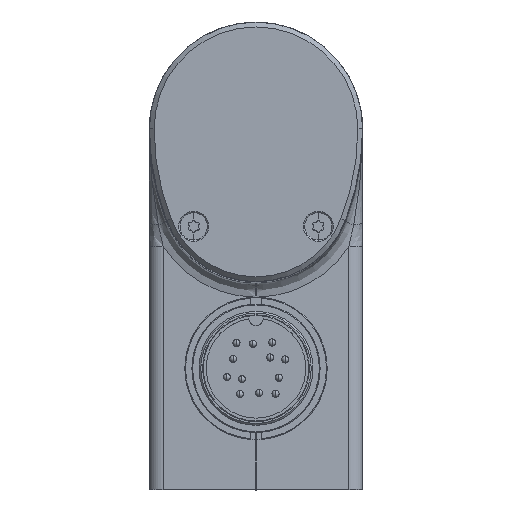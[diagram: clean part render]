
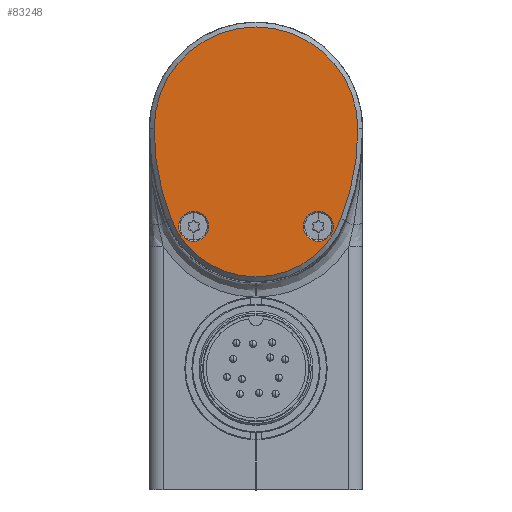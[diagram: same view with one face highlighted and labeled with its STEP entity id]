
A CAD part, top view. The second image highlights one B-rep face of the part: STEP entity #83248.
In plain terms, the highlighted planar face has unit normal (0, 0, 1).
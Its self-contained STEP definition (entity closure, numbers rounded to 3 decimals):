
#81731=CARTESIAN_POINT('',(0.,20.583,0.));
#81732=DIRECTION('',(0.,0.,1.));
#81733=DIRECTION('',(-0.362,-0.932,0.));
#81734=AXIS2_PLACEMENT_3D('',#81731,#81732,#81733);
#81739=CARTESIAN_POINT('',(-8.,0.,0.));
#81740=DIRECTION('',(0.,0.,1.));
#81741=DIRECTION('',(-0.362,0.932,0.));
#81742=AXIS2_PLACEMENT_3D('',#81739,#81740,#81741);
#81747=CARTESIAN_POINT('',(0.,-20.583,0.));
#81748=DIRECTION('',(0.,0.,1.));
#81749=DIRECTION('',(0.,1.,0.));
#81750=AXIS2_PLACEMENT_3D('',#81747,#81748,#81749);
#81755=CARTESIAN_POINT('',(0.,0.,0.));
#81756=DIRECTION('',(0.,0.,1.));
#81757=DIRECTION('',(0.,-1.,0.));
#81758=AXIS2_PLACEMENT_3D('',#81755,#81756,#81757);
#81763=CARTESIAN_POINT('',(-13.7,-8.75,0.));
#81764=DIRECTION('',(0.,0.,-1.));
#81765=DIRECTION('',(1.,0.,0.));
#81766=AXIS2_PLACEMENT_3D('',#81763,#81764,#81765);
#81771=CARTESIAN_POINT('',(-13.7,-8.75,0.));
#81772=DIRECTION('',(0.,0.,-1.));
#81773=DIRECTION('',(-1.,0.,0.));
#81774=AXIS2_PLACEMENT_3D('',#81771,#81772,#81773);
#81779=CARTESIAN_POINT('',(-13.7,8.75,0.));
#81780=DIRECTION('',(0.,0.,1.));
#81781=DIRECTION('',(1.,0.,0.));
#81782=AXIS2_PLACEMENT_3D('',#81779,#81780,#81781);
#81787=CARTESIAN_POINT('',(-13.7,8.75,0.));
#81788=DIRECTION('',(0.,0.,1.));
#81789=DIRECTION('',(-1.,0.,0.));
#81790=AXIS2_PLACEMENT_3D('',#81787,#81788,#81789);
#83057=CARTESIAN_POINT('',(-12.637,-11.931,0.));
#83058=CARTESIAN_POINT('',(0.,-14.3,0.));
#83059=VERTEX_POINT('',#83057);
#83060=VERTEX_POINT('',#83058);
#83061=CARTESIAN_POINT('',(0.,14.3,0.));
#83062=VERTEX_POINT('',#83061);
#83063=CARTESIAN_POINT('',(-12.637,11.931,0.));
#83064=VERTEX_POINT('',#83063);
#83181=CARTESIAN_POINT('',(-11.6,-8.75,0.));
#83182=CARTESIAN_POINT('',(-15.8,-8.75,0.));
#83183=VERTEX_POINT('',#83181);
#83184=VERTEX_POINT('',#83182);
#83185=CARTESIAN_POINT('',(-11.6,8.75,0.));
#83186=CARTESIAN_POINT('',(-15.8,8.75,0.));
#83187=VERTEX_POINT('',#83185);
#83188=VERTEX_POINT('',#83186);
#83221=CARTESIAN_POINT('',(0.,0.,0.));
#83222=DIRECTION('',(0.,0.,1.));
#83223=DIRECTION('',(1.,0.,0.));
#83224=AXIS2_PLACEMENT_3D('',#83221,#83222,#83223);
#83225=PLANE('',#83224);
#83227=ORIENTED_EDGE('',*,*,#83226,.F.);
#83229=ORIENTED_EDGE('',*,*,#83228,.F.);
#83231=ORIENTED_EDGE('',*,*,#83230,.F.);
#83233=ORIENTED_EDGE('',*,*,#83232,.F.);
#83234=EDGE_LOOP('',(#83227,#83229,#83231,#83233));
#83235=FACE_OUTER_BOUND('',#83234,.F.);
#83237=ORIENTED_EDGE('',*,*,#83236,.F.);
#83239=ORIENTED_EDGE('',*,*,#83238,.F.);
#83240=EDGE_LOOP('',(#83237,#83239));
#83241=FACE_BOUND('',#83240,.F.);
#83243=ORIENTED_EDGE('',*,*,#83242,.T.);
#83245=ORIENTED_EDGE('',*,*,#83244,.T.);
#83246=EDGE_LOOP('',(#83243,#83245));
#83247=FACE_BOUND('',#83246,.F.);
#83248=ADVANCED_FACE('',(#83235,#83241,#83247),#83225,.T.);
#81735=CIRCLE('',#81734,34.883);
#81743=CIRCLE('',#81742,12.8);
#81751=CIRCLE('',#81750,34.883);
#81759=CIRCLE('',#81758,14.3);
#81767=CIRCLE('',#81766,2.1);
#81775=CIRCLE('',#81774,2.1);
#81783=CIRCLE('',#81782,2.1);
#81791=CIRCLE('',#81790,2.1);
#83226=EDGE_CURVE('',#83059,#83060,#81735,.T.);
#83228=EDGE_CURVE('',#83064,#83059,#81743,.T.);
#83230=EDGE_CURVE('',#83062,#83064,#81751,.T.);
#83232=EDGE_CURVE('',#83060,#83062,#81759,.T.);
#83236=EDGE_CURVE('',#83183,#83184,#81767,.T.);
#83238=EDGE_CURVE('',#83184,#83183,#81775,.T.);
#83242=EDGE_CURVE('',#83187,#83188,#81783,.T.);
#83244=EDGE_CURVE('',#83188,#83187,#81791,.T.);
